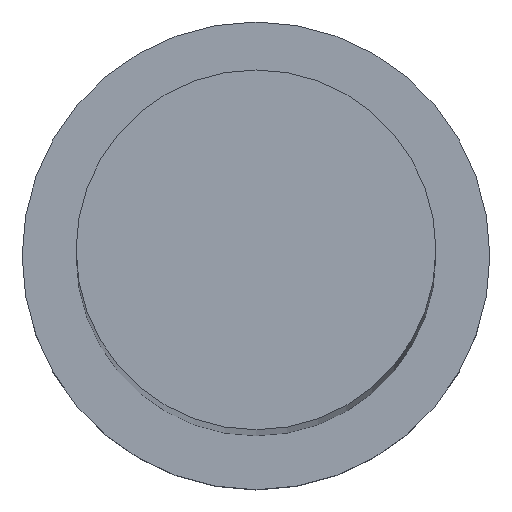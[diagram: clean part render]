
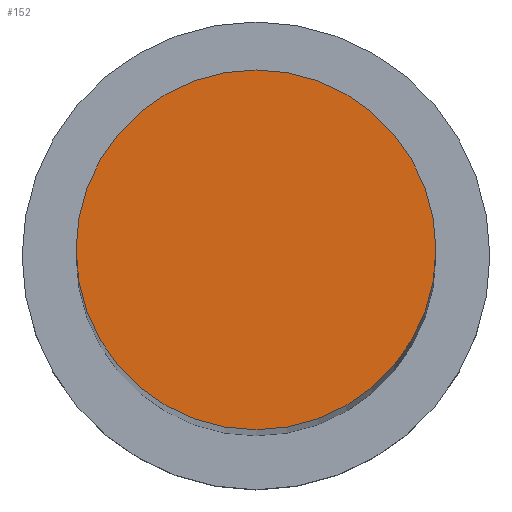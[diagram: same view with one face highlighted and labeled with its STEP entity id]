
A CAD part, top view. The second image highlights one B-rep face of the part: STEP entity #152.
In plain terms, the highlighted planar face has unit normal (0, 0, 1).
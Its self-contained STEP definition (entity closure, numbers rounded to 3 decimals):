
#13 = ORIENTED_EDGE ( 'NONE', *, *, #253, .T. ) ;
#31 = VERTEX_POINT ( 'NONE', #169 ) ;
#36 = DIRECTION ( 'NONE',  ( 0., 0., 1. ) ) ;
#45 = AXIS2_PLACEMENT_3D ( 'NONE', #131, #56, #153 ) ;
#56 = DIRECTION ( 'NONE',  ( 0., 0., 1. ) ) ;
#84 = VERTEX_POINT ( 'NONE', #132 ) ;
#90 = ORIENTED_EDGE ( 'NONE', *, *, #161, .T. ) ;
#106 = AXIS2_PLACEMENT_3D ( 'NONE', #244, #182, #245 ) ;
#108 = EDGE_LOOP ( 'NONE', ( #90, #13 ) ) ;
#130 = FACE_OUTER_BOUND ( 'NONE', #108, .T. ) ;
#131 = CARTESIAN_POINT ( 'NONE',  ( 0., 0., 200. ) ) ;
#132 = CARTESIAN_POINT ( 'NONE',  ( -10., 0., 200. ) ) ;
#152 = ADVANCED_FACE ( 'NONE', ( #130 ), #200, .T. ) ;
#153 = DIRECTION ( 'NONE',  ( 1., 0., 0. ) ) ;
#161 = EDGE_CURVE ( 'NONE', #84, #31, #221, .T. ) ;
#169 = CARTESIAN_POINT ( 'NONE',  ( 10., 0., 200. ) ) ;
#182 = DIRECTION ( 'NONE',  ( 0., 0., 1. ) ) ;
#197 = CIRCLE ( 'NONE', #106, 10. ) ;
#200 = PLANE ( 'NONE',  #45 ) ;
#204 = AXIS2_PLACEMENT_3D ( 'NONE', #236, #36, #238 ) ;
#221 = CIRCLE ( 'NONE', #204, 10. ) ;
#236 = CARTESIAN_POINT ( 'NONE',  ( 0., 0., 200. ) ) ;
#238 = DIRECTION ( 'NONE',  ( 1., 0., 0. ) ) ;
#244 = CARTESIAN_POINT ( 'NONE',  ( 0., 0., 200. ) ) ;
#245 = DIRECTION ( 'NONE',  ( 1., 0., 0. ) ) ;
#253 = EDGE_CURVE ( 'NONE', #31, #84, #197, .T. ) ;
